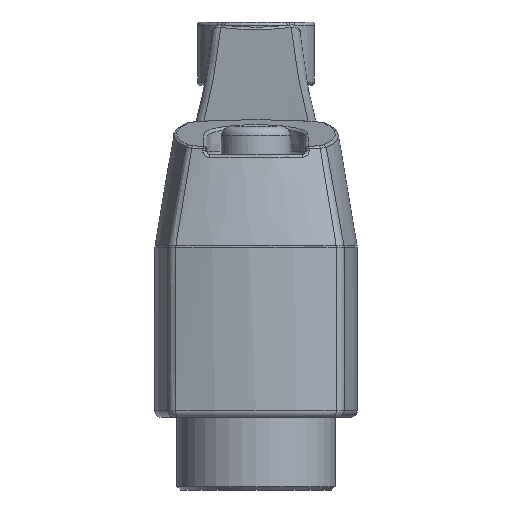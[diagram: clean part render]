
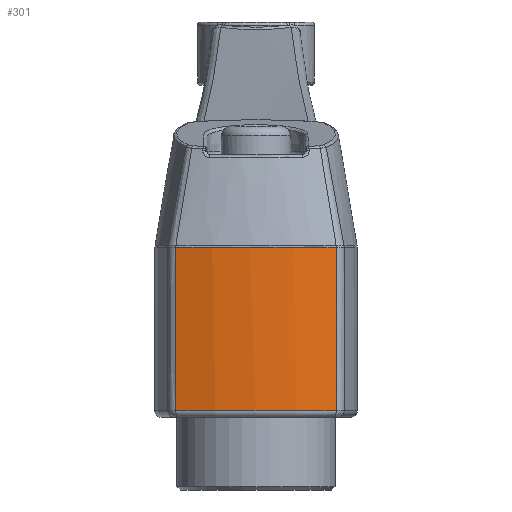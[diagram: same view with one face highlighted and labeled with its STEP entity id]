
A CAD part, left-side view. The second image highlights one B-rep face of the part: STEP entity #301.
In plain terms, the highlighted cylindrical face has radius 39.985 mm (diameter 79.97 mm), a partial arc.
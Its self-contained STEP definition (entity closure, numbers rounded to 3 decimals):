
#301 = ADVANCED_FACE( '', ( #669 ), #670, .T. );
#669 = FACE_OUTER_BOUND( '', #6170, .T. );
#670 = CYLINDRICAL_SURFACE( '', #6171, 39.985 );
#6170 = EDGE_LOOP( '', ( #12453, #12454, #12455, #12456 ) );
#6171 = AXIS2_PLACEMENT_3D( '', #12457, #12458, #12459 );
#12453 = ORIENTED_EDGE( '', *, *, #13198, .T. );
#12454 = ORIENTED_EDGE( '', *, *, #13199, .T. );
#12455 = ORIENTED_EDGE( '', *, *, #13200, .T. );
#12456 = ORIENTED_EDGE( '', *, *, #13201, .T. );
#12457 = CARTESIAN_POINT( '', ( 23.985, 0., 0. ) );
#12458 = DIRECTION( '', ( 0., 0., 1. ) );
#12459 = DIRECTION( '', ( -1., 0., 0. ) );
#13198 = EDGE_CURVE( '', #13736, #13601, #13787, .T. );
#13199 = EDGE_CURVE( '', #13601, #13788, #13789, .F. );
#13200 = EDGE_CURVE( '', #13788, #13790, #13791, .T. );
#13201 = EDGE_CURVE( '', #13790, #13736, #13792, .T. );
#13601 = VERTEX_POINT( '', #15968 );
#13736 = VERTEX_POINT( '', #16964 );
#13787 = B_SPLINE_CURVE_WITH_KNOTS( '', 3, ( #17464, #17465, #17466, #17467 ), .UNSPECIFIED., .F., .F., ( 4, 4 ), ( 0.006, 0.963 ), .UNSPECIFIED. );
#13788 = VERTEX_POINT( '', #17468 );
#13789 = CIRCLE( '', #17469, 39.985 );
#13790 = VERTEX_POINT( '', #17470 );
#13791 = B_SPLINE_CURVE_WITH_KNOTS( '', 3, ( #17471, #17472, #17473, #17474 ), .UNSPECIFIED., .F., .F., ( 4, 4 ), ( 0.037, 0.994 ), .UNSPECIFIED. );
#13792 = B_SPLINE_CURVE_WITH_KNOTS( '', 3, ( #17475, #17476, #17477, #17478, #17479, #17480, #17481, #17482, #17483, #17484, #17485, #17486, #17487, #17488, #17489, #17490, #17491, #17492, #17493, #17494, #17495, #17496, #17497, #17498, #17499, #17500, #17501, #17502, #17503, #17504, #17505, #17506, #17507, #17508, #17509, #17510, #17511, #17512, #17513, #17514 ), .UNSPECIFIED., .F., .F., ( 4, 1, 2, 2, 2, 2, 2, 2, 2, 2, 2, 2, 2, 2, 2, 1, 2, 2, 2, 2, 4 ), ( 0., 0.001, 0.002, 0.003, 0.005, 0.006, 0.007, 0.008, 0.01, 0.011, 0.013, 0.014, 0.016, 0.018, 0.018, 0.019, 0.021, 0.022, 0.022, 0.024, 0.026 ), .UNSPECIFIED. );
#15968 = CARTESIAN_POINT( '', ( -13.938, 12.675, 1. ) );
#16964 = CARTESIAN_POINT( '', ( -13.938, 12.675, 26.844 ) );
#17464 = CARTESIAN_POINT( '', ( -13.938, 12.675, 26.844 ) );
#17465 = CARTESIAN_POINT( '', ( -13.938, 12.675, 18.23 ) );
#17466 = CARTESIAN_POINT( '', ( -13.938, 12.675, 9.615 ) );
#17467 = CARTESIAN_POINT( '', ( -13.938, 12.675, 1. ) );
#17468 = CARTESIAN_POINT( '', ( -13.938, -12.675, 1. ) );
#17469 = AXIS2_PLACEMENT_3D( '', #18907, #18908, #18909 );
#17470 = CARTESIAN_POINT( '', ( -13.938, -12.675, 26.844 ) );
#17471 = CARTESIAN_POINT( '', ( -13.938, -12.675, 1. ) );
#17472 = CARTESIAN_POINT( '', ( -13.938, -12.675, 9.615 ) );
#17473 = CARTESIAN_POINT( '', ( -13.938, -12.675, 18.23 ) );
#17474 = CARTESIAN_POINT( '', ( -13.938, -12.675, 26.844 ) );
#17475 = CARTESIAN_POINT( '', ( -13.938, -12.675, 26.844 ) );
#17476 = CARTESIAN_POINT( '', ( -14.024, -12.418, 26.845 ) );
#17477 = CARTESIAN_POINT( '', ( -14.19, -11.903, 26.847 ) );
#17478 = CARTESIAN_POINT( '', ( -14.346, -11.386, 26.848 ) );
#17479 = CARTESIAN_POINT( '', ( -14.571, -10.61, 26.851 ) );
#17480 = CARTESIAN_POINT( '', ( -14.71, -10.09, 26.852 ) );
#17481 = CARTESIAN_POINT( '', ( -14.967, -9.048, 26.855 ) );
#17482 = CARTESIAN_POINT( '', ( -15.084, -8.525, 26.856 ) );
#17483 = CARTESIAN_POINT( '', ( -15.299, -7.475, 26.859 ) );
#17484 = CARTESIAN_POINT( '', ( -15.395, -6.949, 26.86 ) );
#17485 = CARTESIAN_POINT( '', ( -15.524, -6.157, 26.861 ) );
#17486 = CARTESIAN_POINT( '', ( -15.564, -5.892, 26.861 ) );
#17487 = CARTESIAN_POINT( '', ( -15.64, -5.362, 26.862 ) );
#17488 = CARTESIAN_POINT( '', ( -15.675, -5.097, 26.863 ) );
#17489 = CARTESIAN_POINT( '', ( -15.772, -4.3, 26.864 ) );
#17490 = CARTESIAN_POINT( '', ( -15.826, -3.766, 26.864 ) );
#17491 = CARTESIAN_POINT( '', ( -15.913, -2.696, 26.865 ) );
#17492 = CARTESIAN_POINT( '', ( -15.945, -2.16, 26.865 ) );
#17493 = CARTESIAN_POINT( '', ( -15.989, -1.082, 26.866 ) );
#17494 = CARTESIAN_POINT( '', ( -16., -0.542, 26.866 ) );
#17495 = CARTESIAN_POINT( '', ( -16., 0.542, 26.866 ) );
#17496 = CARTESIAN_POINT( '', ( -15.989, 1.082, 26.866 ) );
#17497 = CARTESIAN_POINT( '', ( -15.945, 2.16, 26.865 ) );
#17498 = CARTESIAN_POINT( '', ( -15.913, 2.696, 26.865 ) );
#17499 = CARTESIAN_POINT( '', ( -15.826, 3.766, 26.864 ) );
#17500 = CARTESIAN_POINT( '', ( -15.772, 4.3, 26.864 ) );
#17501 = CARTESIAN_POINT( '', ( -15.675, 5.097, 26.862 ) );
#17502 = CARTESIAN_POINT( '', ( -15.64, 5.362, 26.862 ) );
#17503 = CARTESIAN_POINT( '', ( -15.564, 5.892, 26.861 ) );
#17504 = CARTESIAN_POINT( '', ( -15.443, 6.686, 26.86 ) );
#17505 = CARTESIAN_POINT( '', ( -15.299, 7.475, 26.858 ) );
#17506 = CARTESIAN_POINT( '', ( -15.138, 8.262, 26.857 ) );
#17507 = CARTESIAN_POINT( '', ( -15.082, 8.524, 26.856 ) );
#17508 = CARTESIAN_POINT( '', ( -14.964, 9.047, 26.855 ) );
#17509 = CARTESIAN_POINT( '', ( -14.902, 9.308, 26.854 ) );
#17510 = CARTESIAN_POINT( '', ( -14.71, 10.09, 26.852 ) );
#17511 = CARTESIAN_POINT( '', ( -14.571, 10.61, 26.851 ) );
#17512 = CARTESIAN_POINT( '', ( -14.271, 11.645, 26.848 ) );
#17513 = CARTESIAN_POINT( '', ( -14.11, 12.161, 26.846 ) );
#17514 = CARTESIAN_POINT( '', ( -13.938, 12.675, 26.844 ) );
#18907 = CARTESIAN_POINT( '', ( 23.985, 0., 1. ) );
#18908 = DIRECTION( '', ( 0., 0., -1. ) );
#18909 = DIRECTION( '', ( -1., 0., 0. ) );
